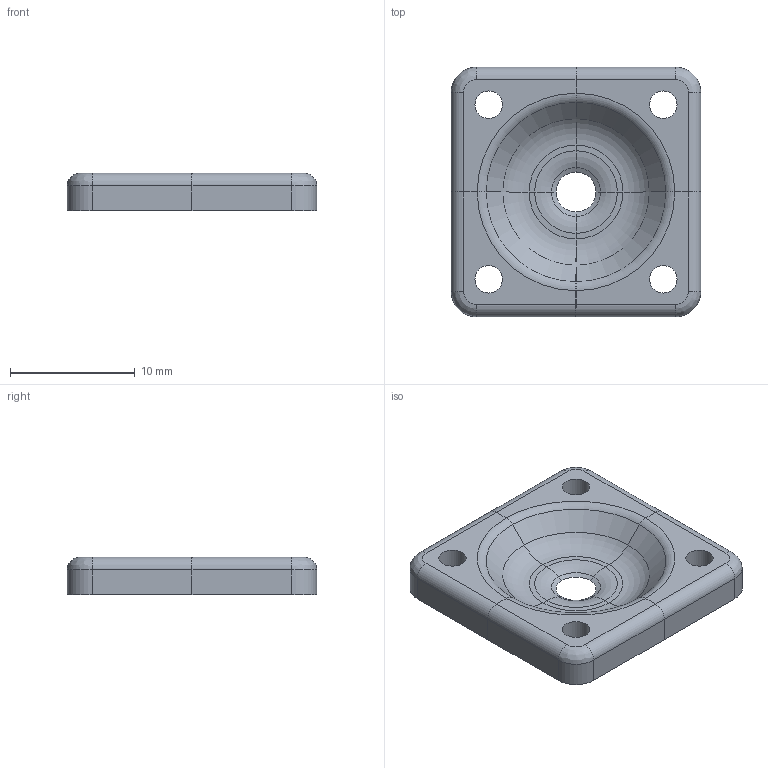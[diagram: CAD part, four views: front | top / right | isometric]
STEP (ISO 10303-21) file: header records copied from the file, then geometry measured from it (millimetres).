
FILE_DESCRIPTION(/* description */ (''),/* implementation_level */ '2;1');
FILE_NAME(/* name */ 'main_button_protector.step',/* time_stamp */ '2021-10-30T14:35:28+02:00',/* author */ (''),/* organization */ (''),/* preprocessor_version */ 'ST-DEVELOPER v18.1',/* originating_system */ 'Autodesk Translation Framework v10.10.0.1391',/* authorisation */ '');
FILE_SCHEMA (('AUTOMOTIVE_DESIGN { 1 0 10303 214 3 1 1 }'));
Length unit declared in the file: millimetre
Products named in the file (1): main_button_protector
Bounding box: 20 x 20 x 3 mm (x, y, z)
Volume: 814.4 mm3; surface area: 1167.3 mm2
Topology: 4 solids, 4 shells, 68 faces, 172 edges, 112 vertices
Faces by surface type: plane 28, cylinder 16, torus 12, cone 8, bspline 4
Full cylindrical faces by diameter (mm): 2.2 x4
Entity records: 2142 total; most frequent: DIRECTION 390, CARTESIAN_POINT 385, ORIENTED_EDGE 344, EDGE_CURVE 172, AXIS2_PLACEMENT_3D 153, VERTEX_POINT 112, CIRCLE 88, LINE 84
